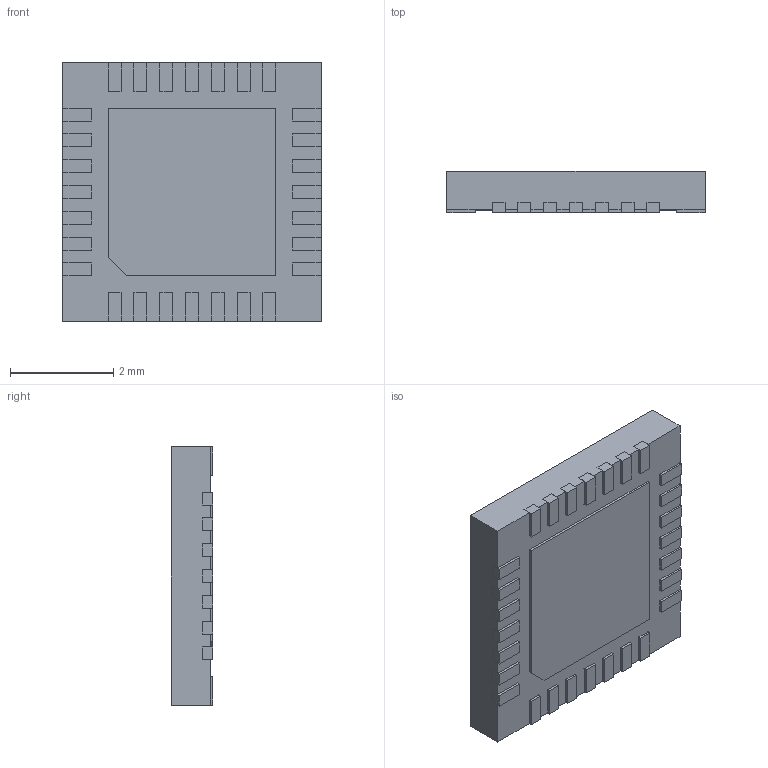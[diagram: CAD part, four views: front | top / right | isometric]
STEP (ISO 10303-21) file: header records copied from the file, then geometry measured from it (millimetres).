
FILE_DESCRIPTION (( 'STEP AP214' ), '1' );
FILE_NAME ('T2855+3.STEP', '2020-11-26T10:38:48', ( '' ), ( '' ), 'SwSTEP 2.0', 'SolidWorks 2018', '' );
FILE_SCHEMA (( 'AUTOMOTIVE_DESIGN' ));
Length unit declared in the file: millimetre
Products named in the file (1): T2855+3
Bounding box: 5 x 0.8 x 5 mm (x, y, z)
Volume: 19.5 mm3; surface area: 112.3 mm2
Topology: 31 solids, 31 shells, 306 faces, 726 edges, 484 vertices
Faces by surface type: plane 302, cylinder 4
Entity records: 8942 total; most frequent: CARTESIAN_POINT 1517, ORIENTED_EDGE 1452, DIRECTION 1348, EDGE_CURVE 726, LINE 718, VECTOR 718, VERTEX_POINT 484, AXIS2_PLACEMENT_3D 315
